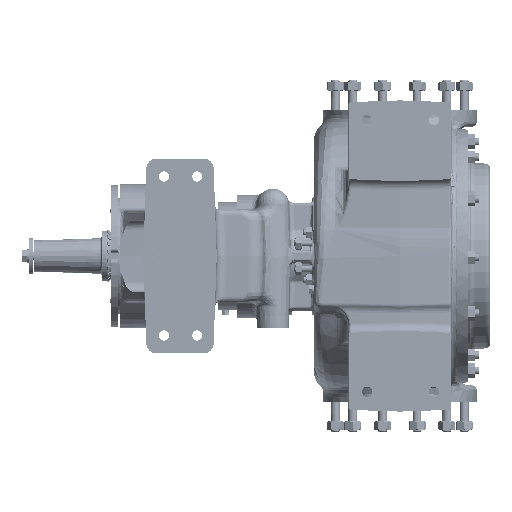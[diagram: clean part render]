
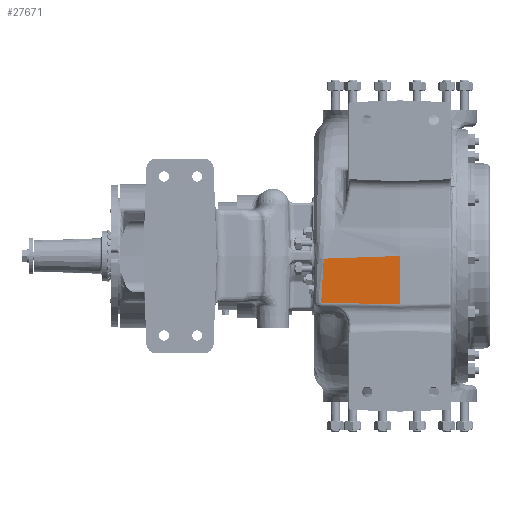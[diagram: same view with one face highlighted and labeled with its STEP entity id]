
A CAD part, front view. The second image highlights one B-rep face of the part: STEP entity #27671.
In plain terms, the highlighted planar face has unit normal (-0.035, -0.999, 0).
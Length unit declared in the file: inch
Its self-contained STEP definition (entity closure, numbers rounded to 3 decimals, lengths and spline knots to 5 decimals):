
#7505 = CARTESIAN_POINT ( 'NONE',  ( 7.63, -13.04264, 0. ) ) ;
#7508 = VERTEX_POINT ( 'NONE', #55853 ) ;
#15494 = EDGE_CURVE ( 'NONE', #68287, #115288, #128159, .T. ) ;
#17026 = VERTEX_POINT ( 'NONE', #305273 ) ;
#26680 = B_SPLINE_CURVE_WITH_KNOTS ( 'NONE', 3,
 ( #155367, #29844, #231567, #80410, #256869, #105759, #282175, #131111, #307513, #156479 ),
 .UNSPECIFIED., .F., .F.,
 ( 4, 3, 3, 4 ),
 ( 0.01446, 0.01532, 0.11997, 0.12363 ),
 .UNSPECIFIED. ) ;
#27671 = ADVANCED_FACE ( 'NONE', ( #112472 ), #169244, .T. ) ;
#29844 = CARTESIAN_POINT ( 'NONE',  ( 0.2151, -12.7837, -0.27017 ) ) ;
#46845 = DIRECTION ( 'NONE',  ( -0.035, -0.999, 0. ) ) ;
#55853 = CARTESIAN_POINT ( 'NONE',  ( -0.02617, -12.77528, -4.55714 ) ) ;
#61883 = DIRECTION ( 'NONE',  ( 0., 0., -1. ) ) ;
#68287 = VERTEX_POINT ( 'NONE', #87173 ) ;
#80410 = CARTESIAN_POINT ( 'NONE',  ( 0.2151, -12.7837, -0.29264 ) ) ;
#82985 = EDGE_CURVE ( 'NONE', #7508, #17026, #211242, .T. ) ;
#87173 = CARTESIAN_POINT ( 'NONE',  ( 0.21417, -12.78367, -0.25897 ) ) ;
#95492 = LINE ( 'NONE', #111454, #221809 ) ;
#98428 = CARTESIAN_POINT ( 'NONE',  ( 7.63, -13.04264, 0. ) ) ;
#105759 = CARTESIAN_POINT ( 'NONE',  ( -0.02617, -12.77528, -3.03947 ) ) ;
#108726 = EDGE_CURVE ( 'NONE', #68287, #7508, #26680, .T. ) ;
#111360 = ORIENTED_EDGE ( 'NONE', *, *, #108726, .T. ) ;
#111454 = CARTESIAN_POINT ( 'NONE',  ( 7.63, -13.04264, 0. ) ) ;
#112472 = FACE_OUTER_BOUND ( 'NONE', #248921, .T. ) ;
#115142 = ORIENTED_EDGE ( 'NONE', *, *, #255549, .F. ) ;
#115288 = VERTEX_POINT ( 'NONE', #98428 ) ;
#128159 = LINE ( 'NONE', #7505, #187372 ) ;
#131111 = CARTESIAN_POINT ( 'NONE',  ( -0.02617, -12.77528, -4.46097 ) ) ;
#155367 = CARTESIAN_POINT ( 'NONE',  ( 0.21417, -12.78367, -0.25897 ) ) ;
#156479 = CARTESIAN_POINT ( 'NONE',  ( -0.02617, -12.77528, -4.55714 ) ) ;
#159178 = DIRECTION ( 'NONE',  ( 0.999, -0.035, -0.02 ) ) ;
#169244 = PLANE ( 'NONE',  #290957 ) ;
#183970 = DIRECTION ( 'NONE',  ( 0.999, -0.035, 0.035 ) ) ;
#187372 = VECTOR ( 'NONE', #183970, 39.37008 ) ;
#197829 = CARTESIAN_POINT ( 'NONE',  ( 7.63, -13.04264, 0. ) ) ;
#206733 = ORIENTED_EDGE ( 'NONE', *, *, #82985, .T. ) ;
#211242 = LINE ( 'NONE', #259627, #270329 ) ;
#221809 = VECTOR ( 'NONE', #61883, 39.37008 ) ;
#223313 = DIRECTION ( 'NONE',  ( 0.999, -0.035, 0. ) ) ;
#231567 = CARTESIAN_POINT ( 'NONE',  ( 0.2151, -12.7837, -0.2814 ) ) ;
#248921 = EDGE_LOOP ( 'NONE', ( #296134, #111360, #206733, #115142 ) ) ;
#255549 = EDGE_CURVE ( 'NONE', #115288, #17026, #95492, .T. ) ;
#256869 = CARTESIAN_POINT ( 'NONE',  ( 0.2151, -12.7837, -1.66605 ) ) ;
#259627 = CARTESIAN_POINT ( 'NONE',  ( 7.53516, -13.03932, -4.70959 ) ) ;
#270329 = VECTOR ( 'NONE', #159178, 39.37008 ) ;
#282175 = CARTESIAN_POINT ( 'NONE',  ( -0.02617, -12.77528, -4.41289 ) ) ;
#290957 = AXIS2_PLACEMENT_3D ( 'NONE', #197829, #46845, #223313 ) ;
#296134 = ORIENTED_EDGE ( 'NONE', *, *, #15494, .F. ) ;
#305273 = CARTESIAN_POINT ( 'NONE',  ( 7.63, -13.04264, -4.7115 ) ) ;
#307513 = CARTESIAN_POINT ( 'NONE',  ( -0.02617, -12.77528, -4.50906 ) ) ;
